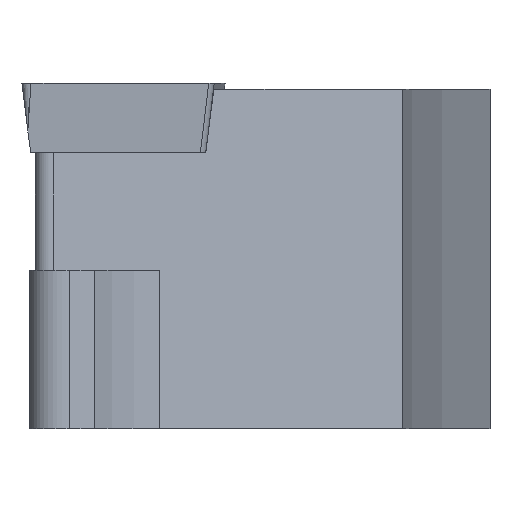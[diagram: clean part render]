
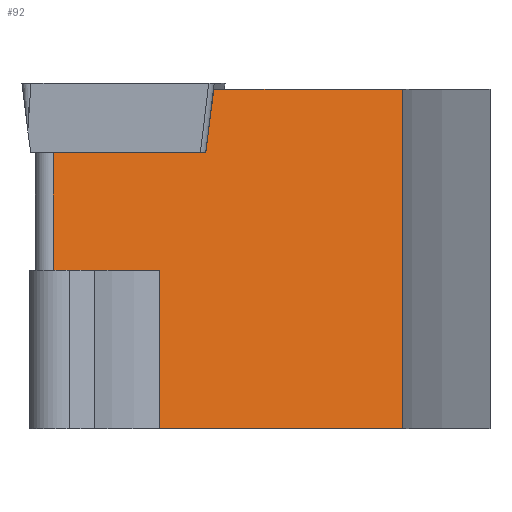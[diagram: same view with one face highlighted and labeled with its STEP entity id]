
A CAD part, left-side view. The second image highlights one B-rep face of the part: STEP entity #92.
In plain terms, the highlighted planar face has unit normal (-0.848, -0.53, 0).
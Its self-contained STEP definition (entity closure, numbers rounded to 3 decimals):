
#70=PLANE('',#654);
#92=ADVANCED_FACE('',(#135),#70,.F.);
#135=FACE_OUTER_BOUND('',#167,.T.);
#167=EDGE_LOOP('',(#332,#333,#334,#335,#336,#337,#338,#339));
#199=LINE('',#886,#260);
#202=LINE('',#895,#263);
#206=LINE('',#907,#267);
#207=LINE('',#909,#268);
#208=LINE('',#911,#269);
#209=LINE('',#913,#270);
#210=LINE('',#914,#271);
#211=LINE('',#916,#272);
#260=VECTOR('',#709,1.);
#263=VECTOR('',#716,1.);
#267=VECTOR('',#726,1.);
#268=VECTOR('',#727,1.);
#269=VECTOR('',#728,1.);
#270=VECTOR('',#729,1.);
#271=VECTOR('',#730,1.);
#272=VECTOR('',#731,1.);
#332=ORIENTED_EDGE('',*,*,#556,.F.);
#333=ORIENTED_EDGE('',*,*,#557,.F.);
#334=ORIENTED_EDGE('',*,*,#558,.F.);
#335=ORIENTED_EDGE('',*,*,#559,.F.);
#336=ORIENTED_EDGE('',*,*,#550,.F.);
#337=ORIENTED_EDGE('',*,*,#560,.F.);
#338=ORIENTED_EDGE('',*,*,#561,.F.);
#339=ORIENTED_EDGE('',*,*,#546,.T.);
#489=VERTEX_POINT('',#884);
#491=VERTEX_POINT('',#887);
#493=VERTEX_POINT('',#893);
#495=VERTEX_POINT('',#896);
#500=VERTEX_POINT('',#908);
#501=VERTEX_POINT('',#910);
#502=VERTEX_POINT('',#912);
#503=VERTEX_POINT('',#915);
#546=EDGE_CURVE('',#491,#489,#199,.T.);
#550=EDGE_CURVE('',#493,#495,#202,.T.);
#556=EDGE_CURVE('',#500,#489,#206,.T.);
#557=EDGE_CURVE('',#501,#500,#207,.T.);
#558=EDGE_CURVE('',#502,#501,#208,.T.);
#559=EDGE_CURVE('',#495,#502,#209,.T.);
#560=EDGE_CURVE('',#503,#493,#210,.T.);
#561=EDGE_CURVE('',#491,#503,#211,.T.);
#654=AXIS2_PLACEMENT_3D('',#917,#732,#733);
#709=DIRECTION('',(0.,0.,-1.));
#716=DIRECTION('',(0.53,-0.848,0.));
#726=DIRECTION('',(-0.53,0.848,0.));
#727=DIRECTION('',(0.,0.,1.));
#728=DIRECTION('',(-0.53,0.848,0.));
#729=DIRECTION('',(0.,0.,-1.));
#730=DIRECTION('',(0.079,-0.126,0.989));
#731=DIRECTION('',(0.53,-0.848,0.));
#732=DIRECTION('',(0.848,0.53,0.));
#733=DIRECTION('',(-0.53,0.848,0.));
#884=CARTESIAN_POINT('',(0.955,14.927,-6.38));
#886=CARTESIAN_POINT('',(0.955,14.927,-20.));
#887=CARTESIAN_POINT('',(0.955,14.927,-2.38));
#893=CARTESIAN_POINT('',(4.386,9.436,-0.2));
#895=CARTESIAN_POINT('',(8.414,2.99,-0.2));
#896=CARTESIAN_POINT('',(8.414,2.99,-0.2));
#907=CARTESIAN_POINT('',(8.414,2.99,-6.38));
#908=CARTESIAN_POINT('',(3.224,11.296,-6.38));
#909=CARTESIAN_POINT('',(3.224,11.296,-95.638));
#910=CARTESIAN_POINT('',(3.224,11.296,-11.8));
#911=CARTESIAN_POINT('',(8.414,2.99,-11.8));
#912=CARTESIAN_POINT('',(8.414,2.99,-11.8));
#913=CARTESIAN_POINT('',(8.414,2.99,-20.));
#914=CARTESIAN_POINT('',(2.937,11.756,-18.451));
#915=CARTESIAN_POINT('',(4.213,9.713,-2.38));
#916=CARTESIAN_POINT('',(8.414,2.99,-2.38));
#917=CARTESIAN_POINT('',(8.414,2.99,-20.));
